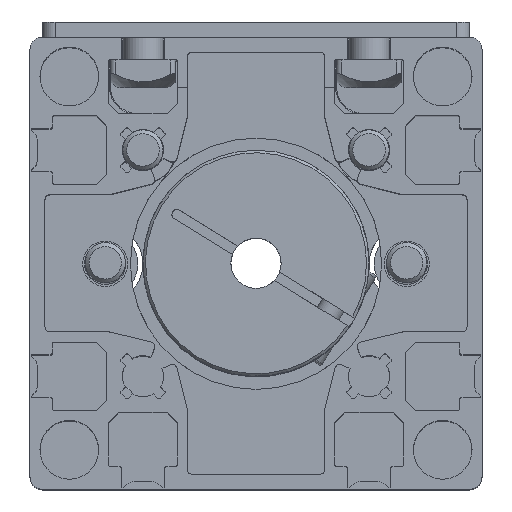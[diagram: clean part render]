
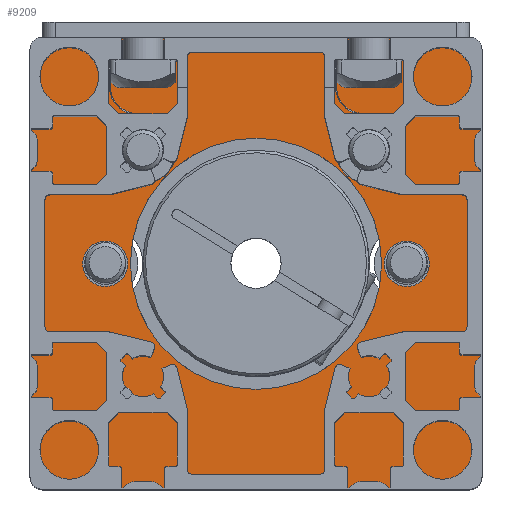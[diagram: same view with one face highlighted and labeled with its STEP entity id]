
A CAD part, top view. The second image highlights one B-rep face of the part: STEP entity #9209.
In plain terms, the highlighted planar face has unit normal (0, 0, 1).
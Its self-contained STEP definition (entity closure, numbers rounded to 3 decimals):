
#211=FACE_BOUND('',#1089,.T.);
#212=FACE_BOUND('',#1090,.T.);
#213=FACE_BOUND('',#1091,.T.);
#214=FACE_BOUND('',#1092,.T.);
#215=FACE_BOUND('',#1093,.T.);
#216=FACE_BOUND('',#1094,.T.);
#217=FACE_BOUND('',#1095,.T.);
#288=PLANE('',#9976);
#584=FACE_OUTER_BOUND('',#1088,.T.);
#1088=EDGE_LOOP('',(#6251,#6252,#6253,#6254,#6255,#6256,#6257,#6258));
#1089=EDGE_LOOP('',(#6259));
#1090=EDGE_LOOP('',(#6260));
#1091=EDGE_LOOP('',(#6261,#6262));
#1092=EDGE_LOOP('',(#6263,#6264,#6265));
#1093=EDGE_LOOP('',(#6266));
#1094=EDGE_LOOP('',(#6267));
#1095=EDGE_LOOP('',(#6268));
#1664=CIRCLE('',#9967,6.6);
#1668=CIRCLE('',#9973,6.6);
#1670=CIRCLE('',#9977,2.5);
#1671=CIRCLE('',#9978,2.5);
#1672=CIRCLE('',#9979,2.5);
#1673=CIRCLE('',#9980,2.5);
#1674=CIRCLE('',#9981,2.067);
#1675=CIRCLE('',#9982,2.067);
#1676=CIRCLE('',#9983,2.067);
#1677=CIRCLE('',#9984,2.067);
#1678=CIRCLE('',#9985,2.067);
#1679=CIRCLE('',#9986,4.5);
#1680=CIRCLE('',#9987,4.5);
#1681=CIRCLE('',#9988,25.);
#2107=LINE('',#13827,#3012);
#2108=LINE('',#13831,#3013);
#2109=LINE('',#13835,#3014);
#2110=LINE('',#13838,#3015);
#3012=VECTOR('',#10973,10.);
#3013=VECTOR('',#10976,10.);
#3014=VECTOR('',#10979,10.);
#3015=VECTOR('',#10982,10.);
#3914=VERTEX_POINT('',#13800);
#3916=VERTEX_POINT('',#13804);
#3919=VERTEX_POINT('',#13813);
#3921=VERTEX_POINT('',#13817);
#3922=VERTEX_POINT('',#13823);
#3923=VERTEX_POINT('',#13824);
#3924=VERTEX_POINT('',#13826);
#3925=VERTEX_POINT('',#13828);
#3926=VERTEX_POINT('',#13830);
#3927=VERTEX_POINT('',#13832);
#3928=VERTEX_POINT('',#13834);
#3929=VERTEX_POINT('',#13836);
#3930=VERTEX_POINT('',#13839);
#3931=VERTEX_POINT('',#13841);
#3932=VERTEX_POINT('',#13844);
#3933=VERTEX_POINT('',#13847);
#3934=VERTEX_POINT('',#13849);
#3935=VERTEX_POINT('',#13851);
#4847=EDGE_CURVE('',#3914,#3916,#1664,.T.);
#4853=EDGE_CURVE('',#3919,#3921,#1668,.T.);
#4855=EDGE_CURVE('',#3922,#3923,#1670,.T.);
#4856=EDGE_CURVE('',#3924,#3922,#2107,.T.);
#4857=EDGE_CURVE('',#3925,#3924,#1671,.T.);
#4858=EDGE_CURVE('',#3926,#3925,#2108,.T.);
#4859=EDGE_CURVE('',#3927,#3926,#1672,.T.);
#4860=EDGE_CURVE('',#3928,#3927,#2109,.T.);
#4861=EDGE_CURVE('',#3929,#3928,#1673,.T.);
#4862=EDGE_CURVE('',#3923,#3929,#2110,.T.);
#4863=EDGE_CURVE('',#3930,#3930,#1674,.T.);
#4864=EDGE_CURVE('',#3931,#3931,#1675,.T.);
#4865=EDGE_CURVE('',#3916,#3914,#1676,.T.);
#4866=EDGE_CURVE('',#3921,#3932,#1677,.T.);
#4867=EDGE_CURVE('',#3932,#3919,#1678,.T.);
#4868=EDGE_CURVE('',#3933,#3933,#1679,.T.);
#4869=EDGE_CURVE('',#3934,#3934,#1680,.T.);
#4870=EDGE_CURVE('',#3935,#3935,#1681,.T.);
#6251=ORIENTED_EDGE('',*,*,#4855,.F.);
#6252=ORIENTED_EDGE('',*,*,#4856,.F.);
#6253=ORIENTED_EDGE('',*,*,#4857,.F.);
#6254=ORIENTED_EDGE('',*,*,#4858,.F.);
#6255=ORIENTED_EDGE('',*,*,#4859,.F.);
#6256=ORIENTED_EDGE('',*,*,#4860,.F.);
#6257=ORIENTED_EDGE('',*,*,#4861,.F.);
#6258=ORIENTED_EDGE('',*,*,#4862,.F.);
#6259=ORIENTED_EDGE('',*,*,#4863,.T.);
#6260=ORIENTED_EDGE('',*,*,#4864,.T.);
#6261=ORIENTED_EDGE('',*,*,#4847,.T.);
#6262=ORIENTED_EDGE('',*,*,#4865,.T.);
#6263=ORIENTED_EDGE('',*,*,#4853,.T.);
#6264=ORIENTED_EDGE('',*,*,#4866,.T.);
#6265=ORIENTED_EDGE('',*,*,#4867,.T.);
#6266=ORIENTED_EDGE('',*,*,#4868,.T.);
#6267=ORIENTED_EDGE('',*,*,#4869,.T.);
#6268=ORIENTED_EDGE('',*,*,#4870,.T.);
#9209=ADVANCED_FACE('',(#584,#211,#212,#213,#214,#215,#216,#217),#288,.T.);
#9967=AXIS2_PLACEMENT_3D('',#13806,#10949,#10950);
#9973=AXIS2_PLACEMENT_3D('',#13819,#10963,#10964);
#9976=AXIS2_PLACEMENT_3D('',#13822,#10969,#10970);
#9977=AXIS2_PLACEMENT_3D('',#13825,#10971,#10972);
#9978=AXIS2_PLACEMENT_3D('',#13829,#10974,#10975);
#9979=AXIS2_PLACEMENT_3D('',#13833,#10977,#10978);
#9980=AXIS2_PLACEMENT_3D('',#13837,#10980,#10981);
#9981=AXIS2_PLACEMENT_3D('',#13840,#10983,#10984);
#9982=AXIS2_PLACEMENT_3D('',#13842,#10985,#10986);
#9983=AXIS2_PLACEMENT_3D('',#13843,#10987,#10988);
#9984=AXIS2_PLACEMENT_3D('',#13845,#10989,#10990);
#9985=AXIS2_PLACEMENT_3D('',#13846,#10991,#10992);
#9986=AXIS2_PLACEMENT_3D('',#13848,#10993,#10994);
#9987=AXIS2_PLACEMENT_3D('',#13850,#10995,#10996);
#9988=AXIS2_PLACEMENT_3D('',#13852,#10997,#10998);
#10949=DIRECTION('center_axis',(0.,0.,-1.));
#10950=DIRECTION('ref_axis',(-1.,0.,0.));
#10963=DIRECTION('center_axis',(0.,0.,-1.));
#10964=DIRECTION('ref_axis',(-1.,0.,0.));
#10969=DIRECTION('center_axis',(0.,0.,1.));
#10970=DIRECTION('ref_axis',(1.,0.,0.));
#10971=DIRECTION('center_axis',(0.,0.,-1.));
#10972=DIRECTION('ref_axis',(-1.,0.,0.));
#10973=DIRECTION('',(1.,0.,0.));
#10974=DIRECTION('center_axis',(0.,0.,-1.));
#10975=DIRECTION('ref_axis',(0.,-1.,0.));
#10976=DIRECTION('',(0.,1.,0.));
#10977=DIRECTION('center_axis',(0.,0.,-1.));
#10978=DIRECTION('ref_axis',(1.,0.,0.));
#10979=DIRECTION('',(-1.,0.,0.));
#10980=DIRECTION('center_axis',(0.,0.,-1.));
#10981=DIRECTION('ref_axis',(0.,1.,0.));
#10982=DIRECTION('',(0.,-1.,0.));
#10983=DIRECTION('center_axis',(0.,0.,-1.));
#10984=DIRECTION('ref_axis',(-1.,0.,0.));
#10985=DIRECTION('center_axis',(0.,0.,-1.));
#10986=DIRECTION('ref_axis',(-1.,0.,0.));
#10987=DIRECTION('center_axis',(0.,0.,-1.));
#10988=DIRECTION('ref_axis',(-1.,0.,0.));
#10989=DIRECTION('center_axis',(0.,0.,-1.));
#10990=DIRECTION('ref_axis',(-1.,0.,0.));
#10991=DIRECTION('center_axis',(0.,0.,-1.));
#10992=DIRECTION('ref_axis',(-1.,0.,0.));
#10993=DIRECTION('center_axis',(0.,0.,-1.));
#10994=DIRECTION('ref_axis',(-1.,0.,0.));
#10995=DIRECTION('center_axis',(0.,0.,-1.));
#10996=DIRECTION('ref_axis',(-1.,0.,0.));
#10997=DIRECTION('center_axis',(0.,0.,-1.));
#10998=DIRECTION('ref_axis',(0.,-1.,0.));
#13800=CARTESIAN_POINT('',(-25.559,28.348,7.5));
#13804=CARTESIAN_POINT('',(-28.348,25.559,7.5));
#13806=CARTESIAN_POINT('Origin',(-22.5,22.5,7.5));
#13813=CARTESIAN_POINT('',(28.348,25.559,7.5));
#13817=CARTESIAN_POINT('',(25.559,28.348,7.5));
#13819=CARTESIAN_POINT('Origin',(22.5,22.5,7.5));
#13822=CARTESIAN_POINT('Origin',(0.,0.,
7.5));
#13823=CARTESIAN_POINT('',(42.5,45.,7.5));
#13824=CARTESIAN_POINT('',(45.,42.5,7.5));
#13825=CARTESIAN_POINT('Origin',(42.5,42.5,7.5));
#13826=CARTESIAN_POINT('',(-42.5,45.,7.5));
#13827=CARTESIAN_POINT('',(-42.5,45.,7.5));
#13828=CARTESIAN_POINT('',(-45.,42.5,7.5));
#13829=CARTESIAN_POINT('Origin',(-42.5,42.5,7.5));
#13830=CARTESIAN_POINT('',(-45.,-42.5,7.5));
#13831=CARTESIAN_POINT('',(-45.,-42.5,7.5));
#13832=CARTESIAN_POINT('',(-42.5,-45.,7.5));
#13833=CARTESIAN_POINT('Origin',(-42.5,-42.5,7.5));
#13834=CARTESIAN_POINT('',(42.5,-45.,7.5));
#13835=CARTESIAN_POINT('',(42.5,-45.,7.5));
#13836=CARTESIAN_POINT('',(45.,-42.5,7.5));
#13837=CARTESIAN_POINT('Origin',(42.5,-42.5,7.5));
#13838=CARTESIAN_POINT('',(45.,42.5,7.5));
#13839=CARTESIAN_POINT('',(28.584,-26.517,7.5));
#13840=CARTESIAN_POINT('Origin',(26.517,-26.517,7.5));
#13841=CARTESIAN_POINT('',(-24.45,-26.517,7.5));
#13842=CARTESIAN_POINT('Origin',(-26.517,-26.517,7.5));
#13843=CARTESIAN_POINT('Origin',(-26.517,26.517,7.5));
#13844=CARTESIAN_POINT('',(28.584,26.517,7.5));
#13845=CARTESIAN_POINT('Origin',(26.517,26.517,7.5));
#13846=CARTESIAN_POINT('Origin',(26.517,26.517,7.5));
#13847=CARTESIAN_POINT('',(-25.5,0.,7.5));
#13848=CARTESIAN_POINT('Origin',(-30.,0.,7.5));
#13849=CARTESIAN_POINT('',(34.5,0.,7.5));
#13850=CARTESIAN_POINT('Origin',(30.,0.,7.5));
#13851=CARTESIAN_POINT('',(0.,25.,7.5));
#13852=CARTESIAN_POINT('Origin',(0.,0.,7.5));
